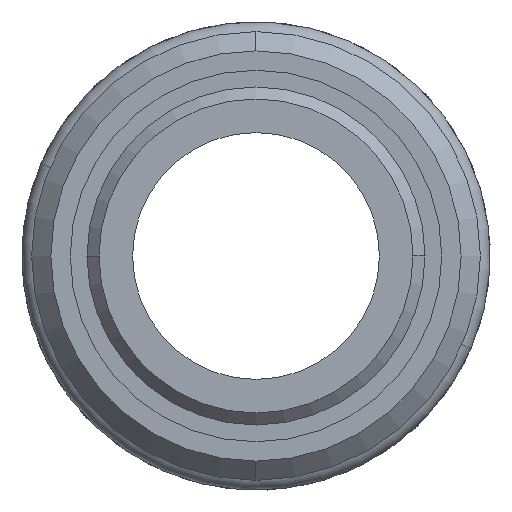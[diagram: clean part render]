
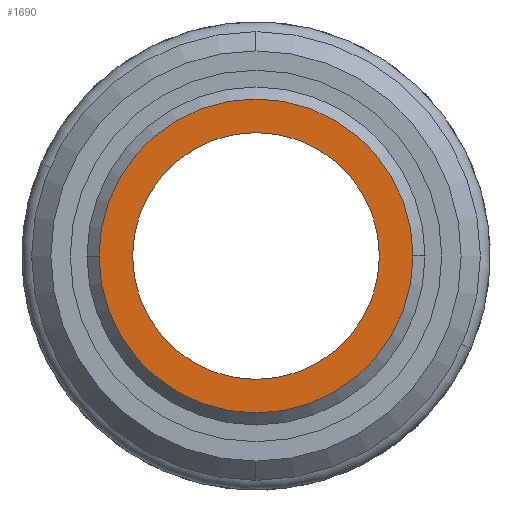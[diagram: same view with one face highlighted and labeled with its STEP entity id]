
A CAD part, front view. The second image highlights one B-rep face of the part: STEP entity #1690.
In plain terms, the highlighted planar face has unit normal (0, -1, 0).
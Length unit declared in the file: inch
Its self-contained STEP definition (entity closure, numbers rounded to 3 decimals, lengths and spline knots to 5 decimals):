
#27 = CARTESIAN_POINT ( 'NONE',  ( 0.326, -0.995, 0. ) ) ;
#47 = CARTESIAN_POINT ( 'NONE',  ( 0.2563, -0.995, 0. ) ) ;
#98 = CARTESIAN_POINT ( 'NONE',  ( -0.2563, -0.995, 0. ) ) ;
#145 = CIRCLE ( 'NONE', #1622, 0.326 ) ;
#196 = DIRECTION ( 'NONE',  ( 1., 0., 0. ) ) ;
#216 = AXIS2_PLACEMENT_3D ( 'NONE', #27, #1254, #196 ) ;
#252 = ORIENTED_EDGE ( 'NONE', *, *, #1347, .T. ) ;
#256 = CARTESIAN_POINT ( 'NONE',  ( 0., -0.995, 0. ) ) ;
#319 = CARTESIAN_POINT ( 'NONE',  ( 0.326, -0.995, 0. ) ) ;
#353 = PLANE ( 'NONE',  #216 ) ;
#359 = CARTESIAN_POINT ( 'NONE',  ( 0., -0.995, 0. ) ) ;
#435 = DIRECTION ( 'NONE',  ( 1., 0., 0. ) ) ;
#461 = FACE_BOUND ( 'NONE', #1253, .T. ) ;
#698 = DIRECTION ( 'NONE',  ( 0., -1., 0. ) ) ;
#704 = CARTESIAN_POINT ( 'NONE',  ( -0.326, -0.995, 0. ) ) ;
#914 = CIRCLE ( 'NONE', #1167, 0.2563 ) ;
#1008 = CIRCLE ( 'NONE', #2050, 0.2563 ) ;
#1034 = DIRECTION ( 'NONE',  ( 0., -1., 0. ) ) ;
#1140 = AXIS2_PLACEMENT_3D ( 'NONE', #359, #1617, #1372 ) ;
#1167 = AXIS2_PLACEMENT_3D ( 'NONE', #256, #1510, #435 ) ;
#1253 = EDGE_LOOP ( 'NONE', ( #2017, #1789 ) ) ;
#1254 = DIRECTION ( 'NONE',  ( 0., -1., 0. ) ) ;
#1304 = EDGE_CURVE ( 'NONE', #1381, #1687, #1558, .T. ) ;
#1347 = EDGE_CURVE ( 'NONE', #1687, #1381, #145, .T. ) ;
#1366 = FACE_OUTER_BOUND ( 'NONE', #1374, .T. ) ;
#1372 = DIRECTION ( 'NONE',  ( 1., 0., 0. ) ) ;
#1374 = EDGE_LOOP ( 'NONE', ( #252, #1544 ) ) ;
#1381 = VERTEX_POINT ( 'NONE', #319 ) ;
#1510 = DIRECTION ( 'NONE',  ( 0., -1., 0. ) ) ;
#1544 = ORIENTED_EDGE ( 'NONE', *, *, #1304, .T. ) ;
#1558 = CIRCLE ( 'NONE', #1140, 0.326 ) ;
#1617 = DIRECTION ( 'NONE',  ( 0., -1., 0. ) ) ;
#1622 = AXIS2_PLACEMENT_3D ( 'NONE', #2089, #1034, #2253 ) ;
#1628 = EDGE_CURVE ( 'NONE', #2267, #1948, #1008, .T. ) ;
#1687 = VERTEX_POINT ( 'NONE', #704 ) ;
#1690 = ADVANCED_FACE ( 'NONE', ( #461, #1366 ), #353, .T. ) ;
#1779 = CARTESIAN_POINT ( 'NONE',  ( 0., -0.995, 0. ) ) ;
#1789 = ORIENTED_EDGE ( 'NONE', *, *, #2252, .F. ) ;
#1948 = VERTEX_POINT ( 'NONE', #47 ) ;
#1952 = DIRECTION ( 'NONE',  ( 1., 0., 0. ) ) ;
#2017 = ORIENTED_EDGE ( 'NONE', *, *, #1628, .F. ) ;
#2050 = AXIS2_PLACEMENT_3D ( 'NONE', #1779, #698, #1952 ) ;
#2089 = CARTESIAN_POINT ( 'NONE',  ( 0., -0.995, 0. ) ) ;
#2252 = EDGE_CURVE ( 'NONE', #1948, #2267, #914, .T. ) ;
#2253 = DIRECTION ( 'NONE',  ( 1., 0., 0. ) ) ;
#2267 = VERTEX_POINT ( 'NONE', #98 ) ;
